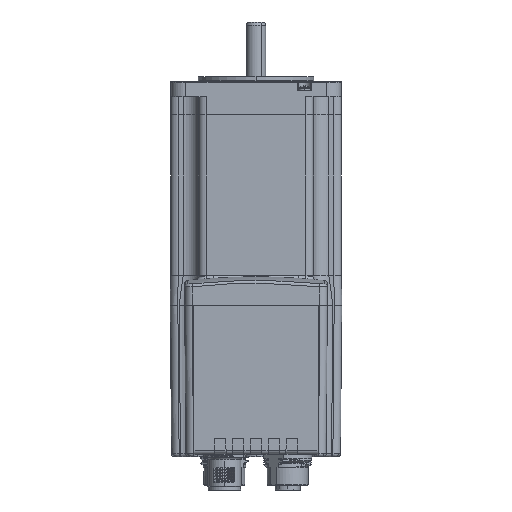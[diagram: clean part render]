
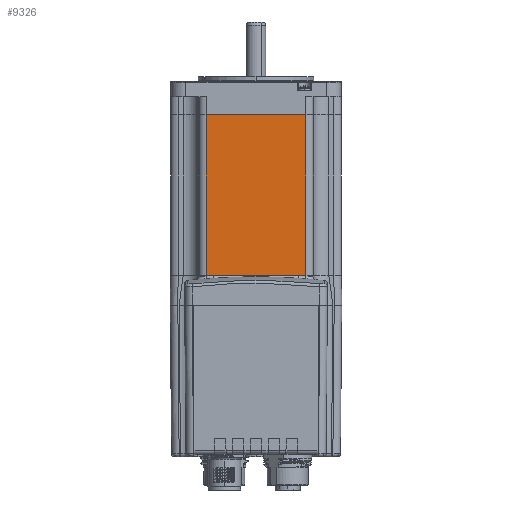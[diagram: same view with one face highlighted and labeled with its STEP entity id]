
A CAD part, left-side view. The second image highlights one B-rep face of the part: STEP entity #9326.
In plain terms, the highlighted planar face has unit normal (-1, 0, 0).
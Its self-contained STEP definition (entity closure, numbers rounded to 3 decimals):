
#742 = EDGE_CURVE ( 'NONE', #33390, #41728, #45059, .T. ) ;
#2592 = EDGE_CURVE ( 'NONE', #9741, #33390, #3319, .T. ) ;
#3319 = LINE ( 'NONE', #63019, #44907 ) ;
#5461 = CARTESIAN_POINT ( 'NONE',  ( -0.2, -11.5, 0. ) ) ;
#9326 = ADVANCED_FACE ( 'NONE', ( #70902 ), #15394, .F. ) ;
#9741 = VERTEX_POINT ( 'NONE', #38874 ) ;
#9873 = VECTOR ( 'NONE', #38410, 1000. ) ;
#10239 = DIRECTION ( 'NONE',  ( 0., 1., 0. ) ) ;
#14548 = VECTOR ( 'NONE', #55342, 1000. ) ;
#15394 = PLANE ( 'NONE',  #56631 ) ;
#19267 = CARTESIAN_POINT ( 'NONE',  ( -0.2, -11.5, 53. ) ) ;
#21088 = DIRECTION ( 'NONE',  ( 1., 0., 0. ) ) ;
#22133 = EDGE_LOOP ( 'NONE', ( #59923, #64415, #74009, #66794 ) ) ;
#30908 = EDGE_CURVE ( 'NONE', #9741, #31587, #46887, .T. ) ;
#30976 = CARTESIAN_POINT ( 'NONE',  ( -0.2, -44.5, 0. ) ) ;
#31587 = VERTEX_POINT ( 'NONE', #74070 ) ;
#32458 = EDGE_CURVE ( 'NONE', #41728, #31587, #55979, .T. ) ;
#32528 = CARTESIAN_POINT ( 'NONE',  ( -0.2, -44.5, 32. ) ) ;
#32594 = CARTESIAN_POINT ( 'NONE',  ( -0.2, -11.5, 32. ) ) ;
#33390 = VERTEX_POINT ( 'NONE', #19267 ) ;
#38410 = DIRECTION ( 'NONE',  ( 0., 0., -1. ) ) ;
#38874 = CARTESIAN_POINT ( 'NONE',  ( -0.2, -44.5, 53. ) ) ;
#38908 = CARTESIAN_POINT ( 'NONE',  ( -0.2, -44.5, 32. ) ) ;
#41728 = VERTEX_POINT ( 'NONE', #5461 ) ;
#44907 = VECTOR ( 'NONE', #10239, 1000. ) ;
#45059 = LINE ( 'NONE', #32594, #14548 ) ;
#46887 = LINE ( 'NONE', #32528, #9873 ) ;
#52287 = VECTOR ( 'NONE', #71618, 1000. ) ;
#55342 = DIRECTION ( 'NONE',  ( 0., 0., -1. ) ) ;
#55979 = LINE ( 'NONE', #30976, #52287 ) ;
#56631 = AXIS2_PLACEMENT_3D ( 'NONE', #38908, #21088, #63020 ) ;
#59923 = ORIENTED_EDGE ( 'NONE', *, *, #32458, .T. ) ;
#63019 = CARTESIAN_POINT ( 'NONE',  ( -0.2, -44.5, 53. ) ) ;
#63020 = DIRECTION ( 'NONE',  ( 0., 0., -1. ) ) ;
#64415 = ORIENTED_EDGE ( 'NONE', *, *, #30908, .F. ) ;
#66794 = ORIENTED_EDGE ( 'NONE', *, *, #742, .T. ) ;
#70902 = FACE_OUTER_BOUND ( 'NONE', #22133, .T. ) ;
#71618 = DIRECTION ( 'NONE',  ( 0., -1., 0. ) ) ;
#74009 = ORIENTED_EDGE ( 'NONE', *, *, #2592, .T. ) ;
#74070 = CARTESIAN_POINT ( 'NONE',  ( -0.2, -44.5, 0. ) ) ;
